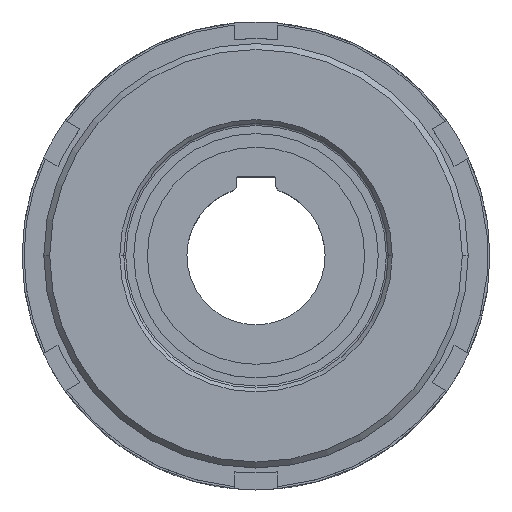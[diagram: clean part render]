
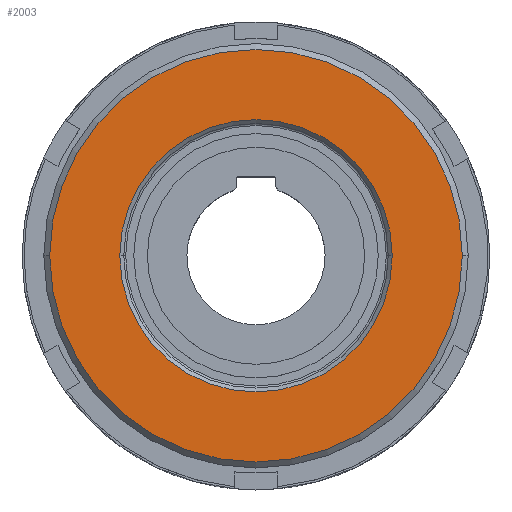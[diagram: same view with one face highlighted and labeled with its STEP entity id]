
A CAD part, top view. The second image highlights one B-rep face of the part: STEP entity #2003.
In plain terms, the highlighted planar face has unit normal (0, 0, 1).
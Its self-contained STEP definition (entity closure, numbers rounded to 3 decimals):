
#339 = DIRECTION ( 'NONE',  ( 1., 0., 0. ) ) ;
#340 = DIRECTION ( 'NONE',  ( 0., 0., 1. ) ) ;
#341 = AXIS2_PLACEMENT_3D ( 'NONE', #349, #340, #339 ) ;
#343 = DIRECTION ( 'NONE',  ( 0., 0., -1. ) ) ;
#344 = CARTESIAN_POINT ( 'NONE',  ( 0., 0., 94. ) ) ;
#345 = DIRECTION ( 'NONE',  ( 1., 0., 0. ) ) ;
#346 = PLANE ( 'NONE',  #341 ) ;
#349 = CARTESIAN_POINT ( 'NONE',  ( 0., 0., 94. ) ) ;
#350 = AXIS2_PLACEMENT_3D ( 'NONE', #344, #343, #345 ) ;
#351 = CIRCLE ( 'NONE', #350, 69. ) ;
#418 = CARTESIAN_POINT ( 'NONE',  ( 0., 0., 94. ) ) ;
#420 = DIRECTION ( 'NONE',  ( 1., 0., 0. ) ) ;
#421 = CIRCLE ( 'NONE', #427, 104.5 ) ;
#425 = DIRECTION ( 'NONE',  ( 0., 0., 1. ) ) ;
#427 = AXIS2_PLACEMENT_3D ( 'NONE', #418, #425, #420 ) ;
#434 = FACE_BOUND ( 'NONE', #1995, .T. ) ;
#438 = FACE_OUTER_BOUND ( 'NONE', #1994, .T. ) ;
#1819 = VERTEX_POINT ( 'NONE', #2680 ) ;
#1822 = VERTEX_POINT ( 'NONE', #2679 ) ;
#1837 = EDGE_CURVE ( 'NONE', #1822, #1819, #2241, .T. ) ;
#1910 = VERTEX_POINT ( 'NONE', #2893 ) ;
#1931 = EDGE_CURVE ( 'NONE', #1910, #1938, #3064, .T. ) ;
#1938 = VERTEX_POINT ( 'NONE', #3088 ) ;
#1986 = EDGE_CURVE ( 'NONE', #1938, #1910, #351, .T. ) ;
#1988 = ORIENTED_EDGE ( 'NONE', *, *, #1986, .T. ) ;
#1989 = EDGE_CURVE ( 'NONE', #1819, #1822, #421, .T. ) ;
#1992 = ORIENTED_EDGE ( 'NONE', *, *, #1989, .T. ) ;
#1994 = EDGE_LOOP ( 'NONE', ( #1992, #1997 ) ) ;
#1995 = EDGE_LOOP ( 'NONE', ( #1998, #1988 ) ) ;
#1997 = ORIENTED_EDGE ( 'NONE', *, *, #1837, .T. ) ;
#1998 = ORIENTED_EDGE ( 'NONE', *, *, #1931, .T. ) ;
#2003 = ADVANCED_FACE ( 'NONE', ( #438, #434 ), #346, .T. ) ;
#2235 = DIRECTION ( 'NONE',  ( 1., 0., 0. ) ) ;
#2241 = CIRCLE ( 'NONE', #2251, 104.5 ) ;
#2246 = CARTESIAN_POINT ( 'NONE',  ( 0., 0., 94. ) ) ;
#2250 = DIRECTION ( 'NONE',  ( 0., 0., 1. ) ) ;
#2251 = AXIS2_PLACEMENT_3D ( 'NONE', #2246, #2250, #2235 ) ;
#2679 = CARTESIAN_POINT ( 'NONE',  ( 104.5, 0., 94. ) ) ;
#2680 = CARTESIAN_POINT ( 'NONE',  ( -104.5, 0., 94. ) ) ;
#2893 = CARTESIAN_POINT ( 'NONE',  ( 69., 0., 94. ) ) ;
#3061 = AXIS2_PLACEMENT_3D ( 'NONE', #3065, #3072, #3070 ) ;
#3064 = CIRCLE ( 'NONE', #3061, 69. ) ;
#3065 = CARTESIAN_POINT ( 'NONE',  ( 0., 0., 94. ) ) ;
#3070 = DIRECTION ( 'NONE',  ( 1., 0., 0. ) ) ;
#3072 = DIRECTION ( 'NONE',  ( 0., 0., -1. ) ) ;
#3088 = CARTESIAN_POINT ( 'NONE',  ( -69., 0., 94. ) ) ;
